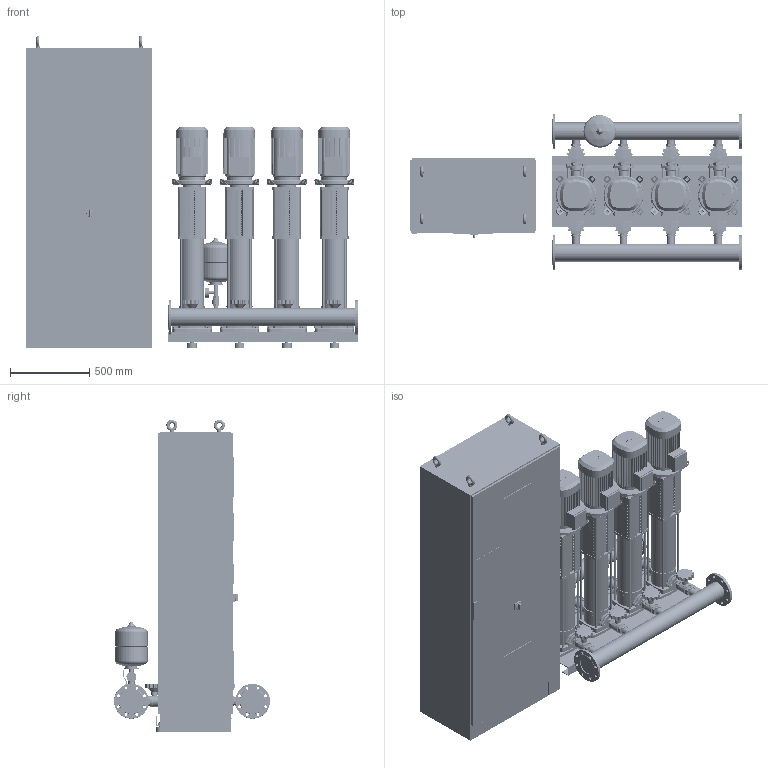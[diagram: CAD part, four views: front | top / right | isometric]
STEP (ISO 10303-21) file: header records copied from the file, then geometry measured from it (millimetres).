
FILE_DESCRIPTION((''),'2;1');
FILE_NAME('3d_SiBoostSmartFC4HELIXV1609-2536204.stp','2016-01-25T11:34:48',(''),(''),'Mechanical Desktop 2009','Mechanical Desktop 2009',', , ');
FILE_SCHEMA(('CONFIG_CONTROL_DESIGN'));
Length unit declared in the file: millimetre
Products named in the file (1): Product
Bounding box: 2100 x 986 x 1975 mm (x, y, z)
Volume: 884989815.2 mm3; surface area: 18977057.7 mm2
Topology: 213 solids, 213 shells, 7696 faces, 20426 edges, 13390 vertices
Faces by surface type: plane 3242, bspline 2218, cylinder 1754, cone 304, torus 148, sphere 30
Entity records: 255724 total; most frequent: CARTESIAN_POINT 65081, ORIENTED_EDGE 40796, DIRECTION 36584, EDGE_CURVE 20398, VERTEX_POINT 13382, VECTOR 13346, LINE 13346, AXIS2_PLACEMENT_3D 11619
